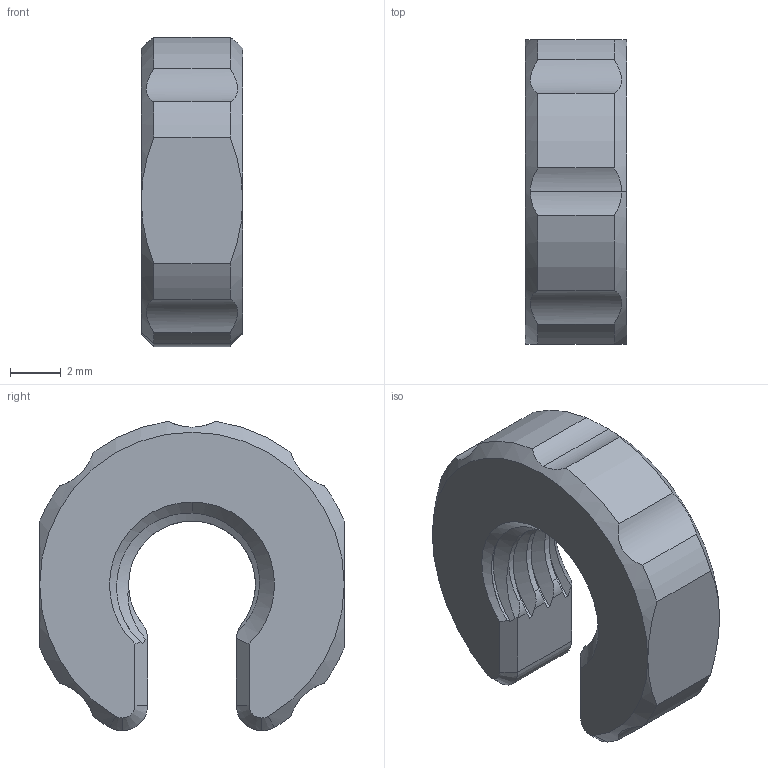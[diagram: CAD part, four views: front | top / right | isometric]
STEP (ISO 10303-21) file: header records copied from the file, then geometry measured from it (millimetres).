
FILE_DESCRIPTION (( 'STEP AP214' ), '1' );
FILE_NAME ('WL-M06-NUT.STEP', '2021-12-21T01:26:05', ( '' ), ( '' ), 'SwSTEP 2.0', 'SolidWorks 2020', '' );
FILE_SCHEMA (( 'AUTOMOTIVE_DESIGN' ));
Length unit declared in the file: millimetre
Products named in the file (1): WL-M06-NUT
Bounding box: 4 x 12 x 12.2 mm (x, y, z)
Volume: 345.2 mm3; surface area: 404.4 mm2
Topology: 1 solids, 1 shells, 68 faces, 183 edges, 117 vertices
Faces by surface type: cylinder 29, cone 17, bspline 12, plane 10
Entity records: 6349 total; most frequent: CARTESIAN_POINT 4821, ORIENTED_EDGE 366, DIRECTION 252, EDGE_CURVE 183, VERTEX_POINT 117, AXIS2_PLACEMENT_3D 99, FACE_OUTER_BOUND 68, EDGE_LOOP 68
